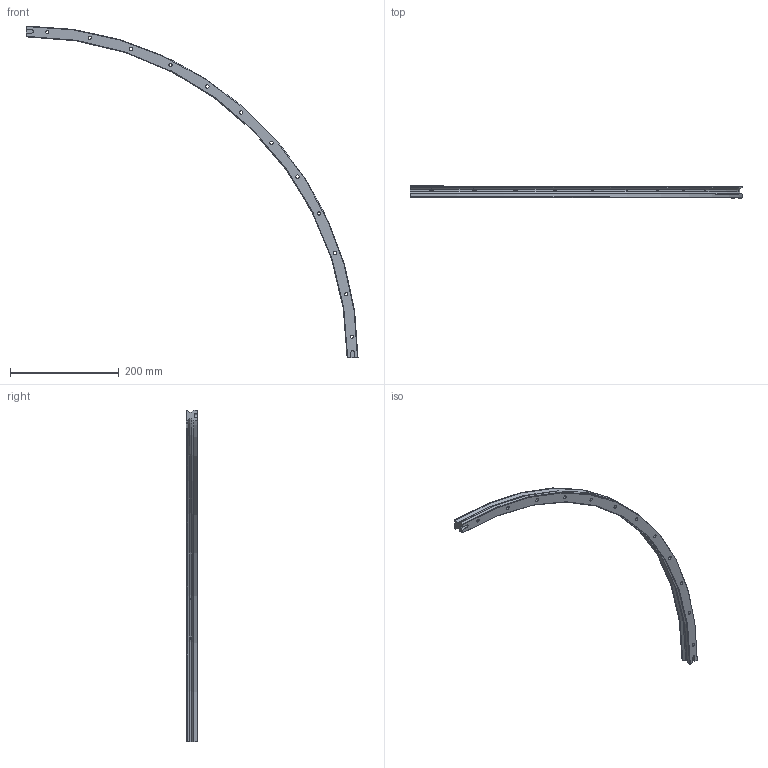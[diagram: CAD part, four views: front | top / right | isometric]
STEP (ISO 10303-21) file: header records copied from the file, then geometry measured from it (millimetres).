
FILE_DESCRIPTION (( 'STEP AP214' ), '1' );
FILE_NAME ('RCW-02-090-600-A3.STEP', '2022-12-09T15:59:44', ( '' ), ( '' ), 'SwSTEP 2.0', 'SolidWorks 2020', '' );
FILE_SCHEMA (( 'AUTOMOTIVE_DESIGN' ));
Length unit declared in the file: millimetre
Products named in the file (1): RCW-02-090-600-A3
Bounding box: 610 x 21 x 610 mm (x, y, z)
Volume: 327692.8 mm3; surface area: 87931.6 mm2
Topology: 1 solids, 1 shells, 88 faces, 222 edges, 148 vertices
Faces by surface type: cylinder 56, plane 22, cone 8, torus 2
Entity records: 2790 total; most frequent: DIRECTION 522, CARTESIAN_POINT 459, ORIENTED_EDGE 444, EDGE_CURVE 222, AXIS2_PLACEMENT_3D 211, VERTEX_POINT 148, EDGE_LOOP 124, CIRCLE 122
